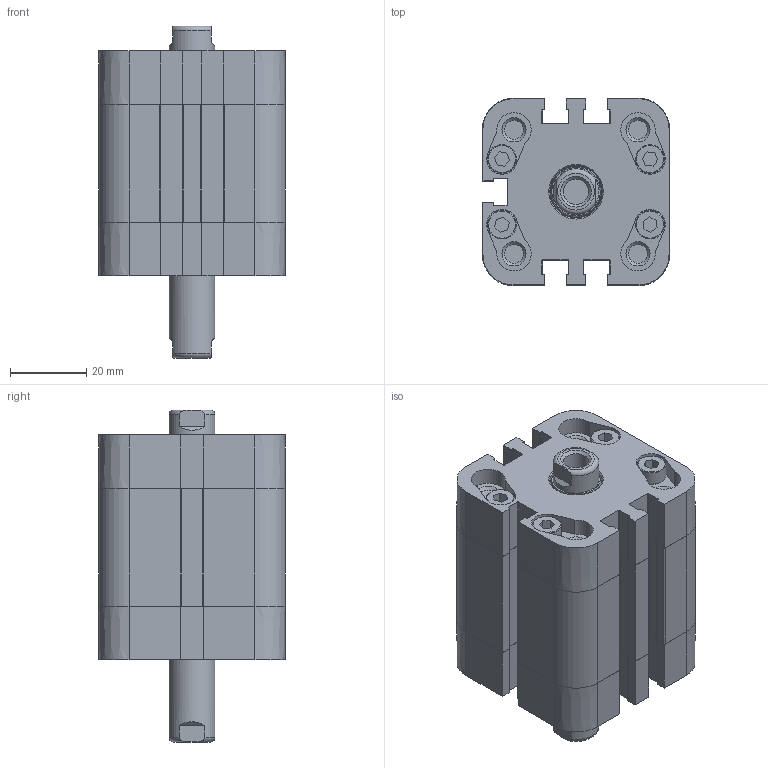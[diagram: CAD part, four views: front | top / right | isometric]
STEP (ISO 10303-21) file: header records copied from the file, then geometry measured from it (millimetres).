
FILE_DESCRIPTION((''),'2;1');
FILE_NAME('PDMP032.015.GS.F.stp','2014-01-20T10:46:40',('carlo.corazza'),(''),'Autodesk Inventor 2012','Autodesk Inventor 2012','');
FILE_SCHEMA(('AUTOMOTIVE_DESIGN { 1 0 10303 214 1 1 1 1 }'));
Length unit declared in the file: millimetre
Products named in the file (5): PDMP032..GS.F; TA; CORPO-015; STELO-015
Assembly tree (5 placements, depth 2):
  PDMP032..GS.F
    TA
    TA
    CORPO-015
    STELO-015  x2
Bounding box: 49 x 49 x 87 mm (x, y, z)
Volume: 97489 mm3; surface area: 41667.5 mm2
Topology: 5 solids, 13 shells, 755 faces, 1927 edges, 1260 vertices
Faces by surface type: plane 356, cylinder 181, bspline 116, torus 52, cone 50
Full cylindrical faces by diameter (mm): 2.5 x2, 4.917 x2, 5.2 x8, 6.647 x2, 7.5 x8, 8.566 x2, 12 x2, 12.54 x2, 13.7 x2, 14 x2, 16.32 x2, 16.5 x2, 32 x1
Entity records: 23816 total; most frequent: CARTESIAN_POINT 5849, ORIENTED_EDGE 3550, DIRECTION 3246, EDGE_CURVE 1775, VERTEX_POINT 1219, AXIS2_PLACEMENT_3D 1096, VECTOR 1054, LINE 1054
